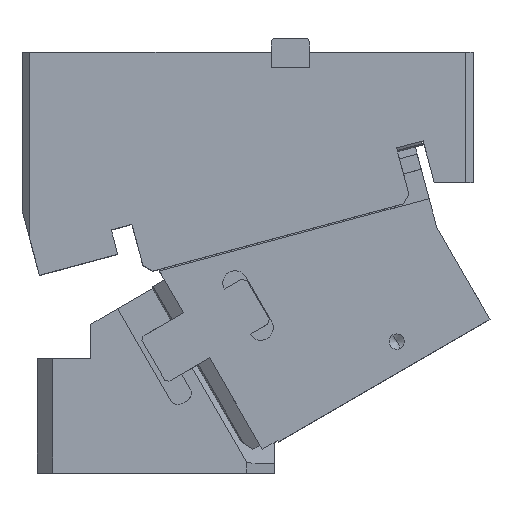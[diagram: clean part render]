
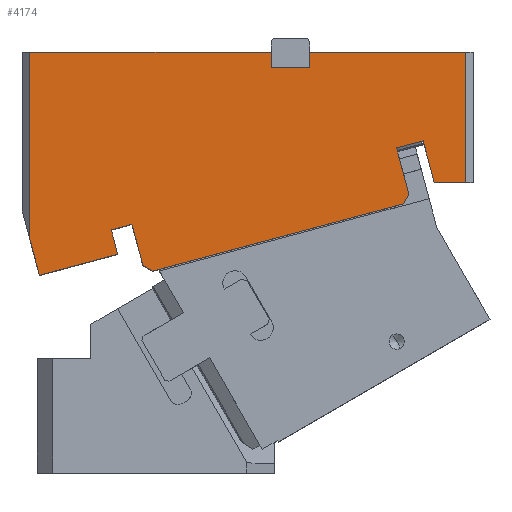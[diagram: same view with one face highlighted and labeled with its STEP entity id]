
A CAD part, top view. The second image highlights one B-rep face of the part: STEP entity #4174.
In plain terms, the highlighted planar face has unit normal (0, 0, 1).
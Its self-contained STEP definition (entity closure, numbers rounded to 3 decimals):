
#57=CARTESIAN_POINT('Line Origine',(5.882,143.606,55.)) ;
#61=CARTESIAN_POINT('Vertex',(2.237,157.212,55.)) ;
#63=CARTESIAN_POINT('Vertex',(9.528,130.,55.)) ;
#110=CARTESIAN_POINT('Vertex',(30.,130.,55.)) ;
#113=CARTESIAN_POINT('Line Origine',(19.764,130.,55.)) ;
#426=CARTESIAN_POINT('Line Origine',(-6.457,154.882,55.)) ;
#430=CARTESIAN_POINT('Vertex',(-15.15,152.553,55.)) ;
#549=CARTESIAN_POINT('Vertex',(30.,215.,55.)) ;
#552=CARTESIAN_POINT('Line Origine',(30.,172.5,55.)) ;
#743=CARTESIAN_POINT('Vertex',(-72.,215.,55.)) ;
#746=CARTESIAN_POINT('Line Origine',(-21.,215.,55.)) ;
#946=CARTESIAN_POINT('Vertex',(-97.,215.,55.)) ;
#986=CARTESIAN_POINT('Vertex',(-255.,215.,55.)) ;
#989=CARTESIAN_POINT('Line Origine',(-176.,215.,55.)) ;
#1220=CARTESIAN_POINT('Vertex',(-248.557,69.306,55.)) ;
#1223=CARTESIAN_POINT('Line Origine',(-251.779,81.328,55.)) ;
#1227=CARTESIAN_POINT('Vertex',(-255.,93.35,55.)) ;
#1331=CARTESIAN_POINT('Vertex',(-197.363,83.024,55.)) ;
#1334=CARTESIAN_POINT('Line Origine',(-222.96,76.165,55.)) ;
#1511=CARTESIAN_POINT('Vertex',(-201.631,98.95,55.)) ;
#1514=CARTESIAN_POINT('Line Origine',(-199.497,90.987,55.)) ;
#1801=CARTESIAN_POINT('Vertex',(-72.,205.,55.)) ;
#1804=CARTESIAN_POINT('Line Origine',(-72.,210.,55.)) ;
#1827=CARTESIAN_POINT('Vertex',(-97.,205.,55.)) ;
#1830=CARTESIAN_POINT('Line Origine',(-84.5,205.,55.)) ;
#1847=CARTESIAN_POINT('Line Origine',(-97.,210.,55.)) ;
#1869=CARTESIAN_POINT('Line Origine',(-255.,154.175,55.)) ;
#1892=CARTESIAN_POINT('Vertex',(-180.864,75.539,55.)) ;
#1906=CARTESIAN_POINT('Vertex',(-174.74,72.003,55.)) ;
#1909=CARTESIAN_POINT('Line Origine',(-177.802,73.771,55.)) ;
#1926=CARTESIAN_POINT('Line Origine',(-92.637,94.003,55.)) ;
#1930=CARTESIAN_POINT('Vertex',(-10.533,116.003,55.)) ;
#1957=CARTESIAN_POINT('Line Origine',(-8.765,119.064,55.)) ;
#1961=CARTESIAN_POINT('Vertex',(-6.997,122.126,55.)) ;
#4131=CARTESIAN_POINT('Axis2P3D Location',(35.,215.,55.)) ;
#4136=CARTESIAN_POINT('Line Origine',(-11.074,137.34,55.)) ;
#4141=CARTESIAN_POINT('Line Origine',(-194.869,100.762,55.)) ;
#4145=CARTESIAN_POINT('Vertex',(-188.108,102.574,55.)) ;
#4148=CARTESIAN_POINT('Line Origine',(-184.486,89.056,55.)) ;
#58=DIRECTION('Vector Direction',(0.259,-0.966,0.)) ;
#114=DIRECTION('Vector Direction',(1.,0.,0.)) ;
#427=DIRECTION('Vector Direction',(0.966,0.259,0.)) ;
#553=DIRECTION('Vector Direction',(0.,1.,0.)) ;
#747=DIRECTION('Vector Direction',(-1.,0.,0.)) ;
#990=DIRECTION('Vector Direction',(-1.,0.,0.)) ;
#1224=DIRECTION('Vector Direction',(0.259,-0.966,0.)) ;
#1335=DIRECTION('Vector Direction',(-0.966,-0.259,0.)) ;
#1515=DIRECTION('Vector Direction',(-0.259,0.966,0.)) ;
#1805=DIRECTION('Vector Direction',(0.,1.,0.)) ;
#1831=DIRECTION('Vector Direction',(1.,0.,0.)) ;
#1848=DIRECTION('Vector Direction',(0.,1.,0.)) ;
#1870=DIRECTION('Vector Direction',(0.,-1.,0.)) ;
#1910=DIRECTION('Vector Direction',(0.866,-0.5,0.)) ;
#1927=DIRECTION('Vector Direction',(0.966,0.259,0.)) ;
#1958=DIRECTION('Vector Direction',(-0.5,-0.866,0.)) ;
#4132=DIRECTION('Axis2P3D Direction',(0.,0.,1.)) ;
#4133=DIRECTION('Axis2P3D XDirection',(1.,0.,0.)) ;
#4137=DIRECTION('Vector Direction',(-0.259,0.966,0.)) ;
#4142=DIRECTION('Vector Direction',(-0.966,-0.259,0.)) ;
#4149=DIRECTION('Vector Direction',(-0.259,0.966,0.)) ;
#4134=AXIS2_PLACEMENT_3D('Plane Axis2P3D',#4131,#4132,#4133) ;
#4154=ORIENTED_EDGE('',*,*,#4140,.T.) ;
#4155=ORIENTED_EDGE('',*,*,#432,.T.) ;
#4156=ORIENTED_EDGE('',*,*,#65,.T.) ;
#4157=ORIENTED_EDGE('',*,*,#117,.T.) ;
#4158=ORIENTED_EDGE('',*,*,#556,.T.) ;
#4159=ORIENTED_EDGE('',*,*,#750,.T.) ;
#4160=ORIENTED_EDGE('',*,*,#1808,.F.) ;
#4161=ORIENTED_EDGE('',*,*,#1834,.F.) ;
#4162=ORIENTED_EDGE('',*,*,#1851,.T.) ;
#4163=ORIENTED_EDGE('',*,*,#993,.T.) ;
#4164=ORIENTED_EDGE('',*,*,#1873,.T.) ;
#4165=ORIENTED_EDGE('',*,*,#1229,.T.) ;
#4166=ORIENTED_EDGE('',*,*,#1338,.F.) ;
#4167=ORIENTED_EDGE('',*,*,#1518,.T.) ;
#4168=ORIENTED_EDGE('',*,*,#4147,.F.) ;
#4169=ORIENTED_EDGE('',*,*,#4152,.F.) ;
#4170=ORIENTED_EDGE('',*,*,#1913,.T.) ;
#4171=ORIENTED_EDGE('',*,*,#1932,.T.) ;
#4172=ORIENTED_EDGE('',*,*,#1963,.F.) ;
#59=VECTOR('Line Direction',#58,1.) ;
#115=VECTOR('Line Direction',#114,1.) ;
#428=VECTOR('Line Direction',#427,1.) ;
#554=VECTOR('Line Direction',#553,1.) ;
#748=VECTOR('Line Direction',#747,1.) ;
#991=VECTOR('Line Direction',#990,1.) ;
#1225=VECTOR('Line Direction',#1224,1.) ;
#1336=VECTOR('Line Direction',#1335,1.) ;
#1516=VECTOR('Line Direction',#1515,1.) ;
#1806=VECTOR('Line Direction',#1805,1.) ;
#1832=VECTOR('Line Direction',#1831,1.) ;
#1849=VECTOR('Line Direction',#1848,1.) ;
#1871=VECTOR('Line Direction',#1870,1.) ;
#1911=VECTOR('Line Direction',#1910,1.) ;
#1928=VECTOR('Line Direction',#1927,1.) ;
#1959=VECTOR('Line Direction',#1958,1.) ;
#4138=VECTOR('Line Direction',#4137,1.) ;
#4143=VECTOR('Line Direction',#4142,1.) ;
#4150=VECTOR('Line Direction',#4149,1.) ;
#4174=ADVANCED_FACE('CAM HOLDER',(#4173),#4135,.T.) ;
#65=EDGE_CURVE('',#62,#64,#60,.T.) ;
#117=EDGE_CURVE('',#64,#111,#116,.T.) ;
#432=EDGE_CURVE('',#431,#62,#429,.T.) ;
#556=EDGE_CURVE('',#111,#550,#555,.T.) ;
#750=EDGE_CURVE('',#550,#744,#749,.T.) ;
#993=EDGE_CURVE('',#947,#987,#992,.T.) ;
#1229=EDGE_CURVE('',#1228,#1221,#1226,.T.) ;
#1338=EDGE_CURVE('',#1332,#1221,#1337,.T.) ;
#1518=EDGE_CURVE('',#1332,#1512,#1517,.T.) ;
#1808=EDGE_CURVE('',#1802,#744,#1807,.T.) ;
#1834=EDGE_CURVE('',#1828,#1802,#1833,.T.) ;
#1851=EDGE_CURVE('',#1828,#947,#1850,.T.) ;
#1873=EDGE_CURVE('',#987,#1228,#1872,.T.) ;
#1913=EDGE_CURVE('',#1893,#1907,#1912,.T.) ;
#1932=EDGE_CURVE('',#1907,#1931,#1929,.T.) ;
#1963=EDGE_CURVE('',#1962,#1931,#1960,.T.) ;
#4140=EDGE_CURVE('',#1962,#431,#4139,.T.) ;
#4147=EDGE_CURVE('',#4146,#1512,#4144,.T.) ;
#4152=EDGE_CURVE('',#1893,#4146,#4151,.T.) ;
#4153=EDGE_LOOP('',(#4154,#4155,#4156,#4157,#4158,#4159,#4160,#4161,#4162,#4163,#4164,#4165,#4166,#4167,#4168,#4169,#4170,#4171,#4172)) ;
#4173=FACE_OUTER_BOUND('',#4153,.T.) ;
#60=LINE('Line',#57,#59) ;
#116=LINE('Line',#113,#115) ;
#429=LINE('Line',#426,#428) ;
#555=LINE('Line',#552,#554) ;
#749=LINE('Line',#746,#748) ;
#992=LINE('Line',#989,#991) ;
#1226=LINE('Line',#1223,#1225) ;
#1337=LINE('Line',#1334,#1336) ;
#1517=LINE('Line',#1514,#1516) ;
#1807=LINE('Line',#1804,#1806) ;
#1833=LINE('Line',#1830,#1832) ;
#1850=LINE('Line',#1847,#1849) ;
#1872=LINE('Line',#1869,#1871) ;
#1912=LINE('Line',#1909,#1911) ;
#1929=LINE('Line',#1926,#1928) ;
#1960=LINE('Line',#1957,#1959) ;
#4139=LINE('Line',#4136,#4138) ;
#4144=LINE('Line',#4141,#4143) ;
#4151=LINE('Line',#4148,#4150) ;
#4135=PLANE('Plane',#4134) ;
#62=VERTEX_POINT('',#61) ;
#64=VERTEX_POINT('',#63) ;
#111=VERTEX_POINT('',#110) ;
#431=VERTEX_POINT('',#430) ;
#550=VERTEX_POINT('',#549) ;
#744=VERTEX_POINT('',#743) ;
#947=VERTEX_POINT('',#946) ;
#987=VERTEX_POINT('',#986) ;
#1221=VERTEX_POINT('',#1220) ;
#1228=VERTEX_POINT('',#1227) ;
#1332=VERTEX_POINT('',#1331) ;
#1512=VERTEX_POINT('',#1511) ;
#1802=VERTEX_POINT('',#1801) ;
#1828=VERTEX_POINT('',#1827) ;
#1893=VERTEX_POINT('',#1892) ;
#1907=VERTEX_POINT('',#1906) ;
#1931=VERTEX_POINT('',#1930) ;
#1962=VERTEX_POINT('',#1961) ;
#4146=VERTEX_POINT('',#4145) ;
